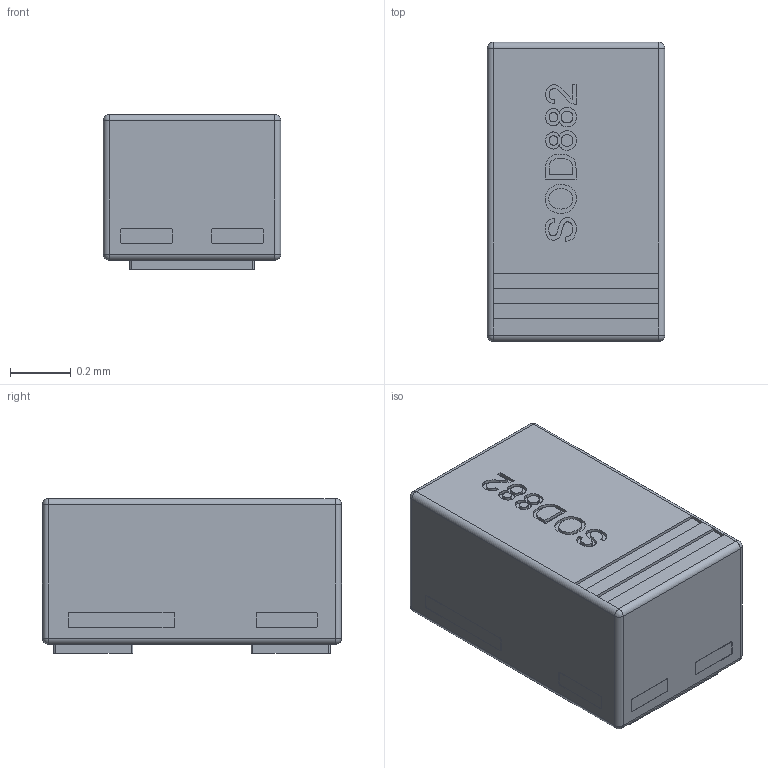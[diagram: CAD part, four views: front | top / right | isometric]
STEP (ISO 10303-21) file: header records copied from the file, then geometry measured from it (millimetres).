
FILE_DESCRIPTION (( 'STEP AP214' ), '1' );
FILE_NAME ('B3353B0A-CC5B-4B63-8AD5-FFC552C3B649.STEP', '2025-01-02T15:17:20', ( '' ), ( '' ), 'SwSTEP 2.0', 'SolidWorks 2022', '' );
FILE_SCHEMA (( 'AUTOMOTIVE_DESIGN' ));
Length unit declared in the file: millimetre
Products named in the file (1): B3353B0A-CC5B-4B63-8AD5-FFC552C3B649
Bounding box: 0.58 x 0.98 x 0.51 mm (x, y, z)
Volume: 0.3 mm3; surface area: 2.7 mm2
Topology: 1 solids, 1 shells, 223 faces, 573 edges, 366 vertices
Faces by surface type: plane 92, bspline 71, cylinder 52, sphere 8
Entity records: 12906 total; most frequent: CARTESIAN_POINT 5818, ORIENTED_EDGE 1130, DIRECTION 833, EDGE_CURVE 565, VERTEX_POINT 366, LINE 319, VECTOR 319, AXIS2_PLACEMENT_3D 257
